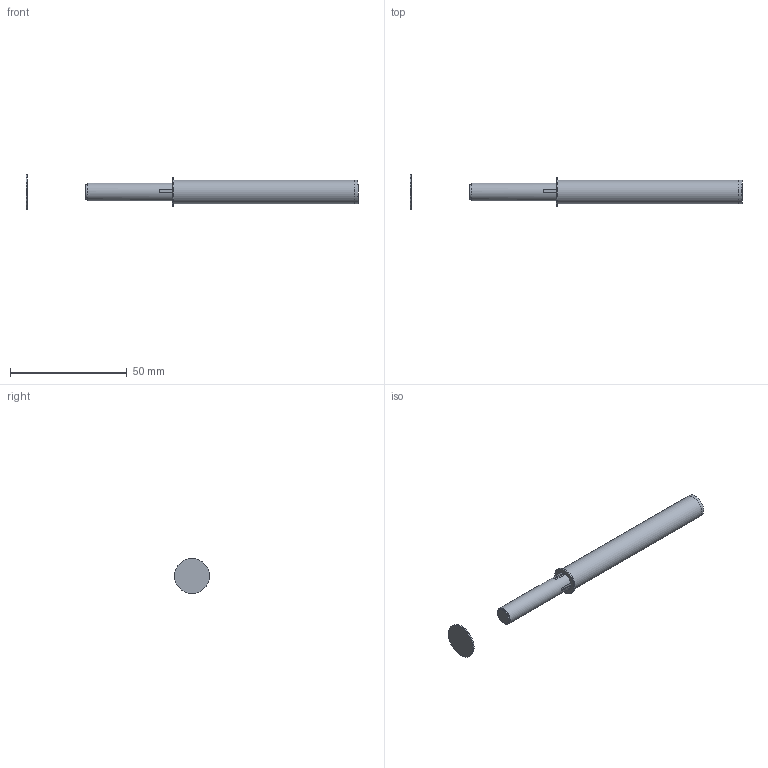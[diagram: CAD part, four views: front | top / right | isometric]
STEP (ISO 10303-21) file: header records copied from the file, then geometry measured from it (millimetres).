
FILE_DESCRIPTION(/* description */ (''),/* implementation_level */ '2;1');
FILE_NAME(/* name */ 'AM-OWM-DL + płytka.stp',/* time_stamp */ '2022-04-20T13:37:36+02:00',/* author */ ('tomaszw'),/* organization */ (''),/* preprocessor_version */ 'ST-DEVELOPER v18.1',/* originating_system */ 'Autodesk Inventor 2021',/* authorisation */ '');
FILE_SCHEMA (('AUTOMOTIVE_DESIGN { 1 0 10303 214 3 1 1 }'));
Length unit declared in the file: millimetre
Products named in the file (4): Zespół2; Część2; Część1; Część6
Assembly tree (3 placements, depth 2):
  Zespół2
    Część2
    Część1
    Część6
Bounding box: 141.9 x 14.98 x 14.98 mm (x, y, z)
Volume: 7229.9 mm3; surface area: 5026.3 mm2
Topology: 5 solids, 5 shells, 41 faces, 80 edges, 53 vertices
Faces by surface type: plane 30, cylinder 10, torus 1
Full cylindrical faces by diameter (mm): 6.4 x1, 6.6 x3, 7.6 x1, 8 x1, 10 x2, 12 x1, 15 x1
Entity records: 1221 total; most frequent: DIRECTION 208, CARTESIAN_POINT 182, ORIENTED_EDGE 160, EDGE_CURVE 80, AXIS2_PLACEMENT_3D 79, VERTEX_POINT 53, LINE 50, VECTOR 50
